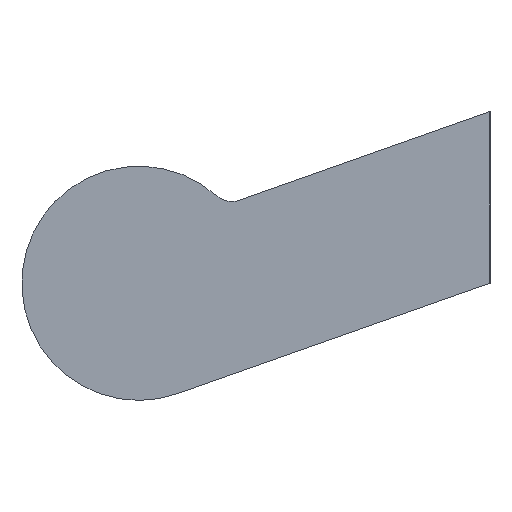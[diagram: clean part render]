
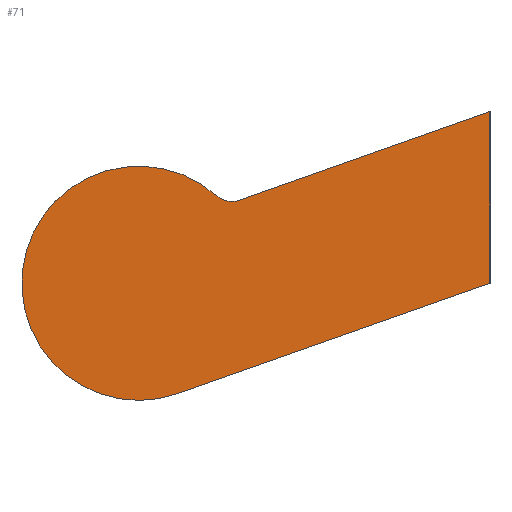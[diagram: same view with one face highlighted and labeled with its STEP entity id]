
A CAD part, left-side view. The second image highlights one B-rep face of the part: STEP entity #71.
In plain terms, the highlighted planar face has unit normal (-1, 0, 0).
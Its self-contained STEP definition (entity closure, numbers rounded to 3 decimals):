
#71 = ADVANCED_FACE( '', ( #149 ), #150, .F. );
#149 = FACE_OUTER_BOUND( '', #222, .T. );
#150 = PLANE( '', #223 );
#222 = EDGE_LOOP( '', ( #346, #347, #348, #349, #350 ) );
#223 = AXIS2_PLACEMENT_3D( '', #351, #352, #353 );
#346 = ORIENTED_EDGE( '', *, *, #436, .F. );
#347 = ORIENTED_EDGE( '', *, *, #429, .T. );
#348 = ORIENTED_EDGE( '', *, *, #417, .F. );
#349 = ORIENTED_EDGE( '', *, *, #424, .F. );
#350 = ORIENTED_EDGE( '', *, *, #398, .F. );
#351 = CARTESIAN_POINT( '', ( -132.5, 45., 0. ) );
#352 = DIRECTION( '', ( 1., 0., 0. ) );
#353 = DIRECTION( '', ( 0., 0., -1. ) );
#398 = EDGE_CURVE( '', #462, #464, #465, .T. );
#417 = EDGE_CURVE( '', #490, #492, #493, .T. );
#424 = EDGE_CURVE( '', #464, #490, #502, .T. );
#429 = EDGE_CURVE( '', #507, #492, #509, .T. );
#436 = EDGE_CURVE( '', #507, #462, #516, .T. );
#462 = VERTEX_POINT( '', #548 );
#464 = VERTEX_POINT( '', #551 );
#465 = LINE( '', #552, #553 );
#490 = VERTEX_POINT( '', #584 );
#492 = VERTEX_POINT( '', #587 );
#493 = CIRCLE( '', #588, 15. );
#502 = LINE( '', #600, #601 );
#507 = VERTEX_POINT( '', #606 );
#509 = CIRCLE( '', #609, 3. );
#516 = LINE( '', #616, #617 );
#548 = CARTESIAN_POINT( '', ( -132.5, 0., 22. ) );
#551 = CARTESIAN_POINT( '', ( -132.5, 0., 0. ) );
#552 = CARTESIAN_POINT( '', ( -132.5, 0., 22. ) );
#553 = VECTOR( '', #640, 1000. );
#584 = CARTESIAN_POINT( '', ( -132.5, 40., -14.142 ) );
#587 = CARTESIAN_POINT( '', ( -132.5, 35.066, 11.239 ) );
#588 = AXIS2_PLACEMENT_3D( '', #666, #667, #668 );
#600 = CARTESIAN_POINT( '', ( -132.5, 0., 0. ) );
#601 = VECTOR( '', #675, 1000. );
#606 = CARTESIAN_POINT( '', ( -132.5, 32.079, 10.658 ) );
#609 = AXIS2_PLACEMENT_3D( '', #680, #681, #682 );
#616 = CARTESIAN_POINT( '', ( -132.5, 32.079, 10.658 ) );
#617 = VECTOR( '', #686, 1000. );
#640 = DIRECTION( '', ( 0., 0., -1. ) );
#666 = CARTESIAN_POINT( '', ( -132.5, 45., 0. ) );
#667 = DIRECTION( '', ( 1., 0., 0. ) );
#668 = DIRECTION( '', ( 0., 0., -1. ) );
#675 = DIRECTION( '', ( 0., 0.943, -0.333 ) );
#680 = CARTESIAN_POINT( '', ( -132.5, 33.079, 13.487 ) );
#681 = DIRECTION( '', ( 1., 0., 0. ) );
#682 = DIRECTION( '', ( 0., 0., -1. ) );
#686 = DIRECTION( '', ( 0., -0.943, 0.333 ) );
